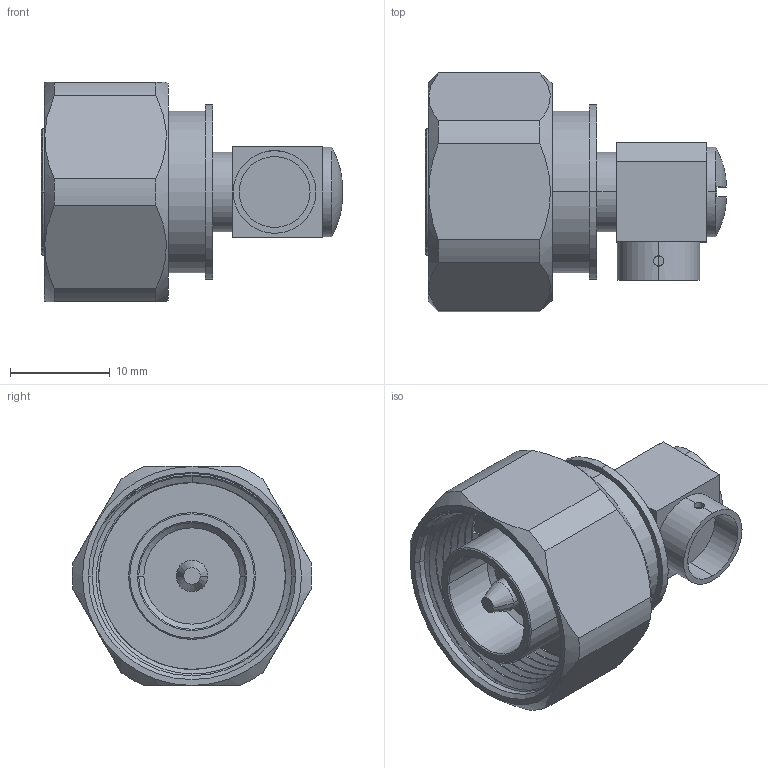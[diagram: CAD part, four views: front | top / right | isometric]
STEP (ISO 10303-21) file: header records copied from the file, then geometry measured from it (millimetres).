
FILE_DESCRIPTION (( 'STEP AP214' ), '1' );
FILE_NAME ('FMCN1695.step', '2021-01-28T21:28:49', ( '' ), ( '' ), 'SwSTEP 2.0', 'SolidWorks 2018', '' );
FILE_SCHEMA (( 'AUTOMOTIVE_DESIGN' ));
Length unit declared in the file: inch
Products named in the file (1): FMCN1695
Bounding box: 30.16 x 23.98 x 22 mm (x, y, z)
Volume: 5217.8 mm3; surface area: 4288.4 mm2
Topology: 1 solids, 2 shells, 99 faces, 242 edges, 157 vertices
Faces by surface type: cylinder 46, plane 30, cone 18, bspline 3, torus 2
Entity records: 4458 total; most frequent: CARTESIAN_POINT 2177, ORIENTED_EDGE 484, DIRECTION 451, EDGE_CURVE 242, AXIS2_PLACEMENT_3D 178, VERTEX_POINT 157, EDGE_LOOP 111, FACE_OUTER_BOUND 99
